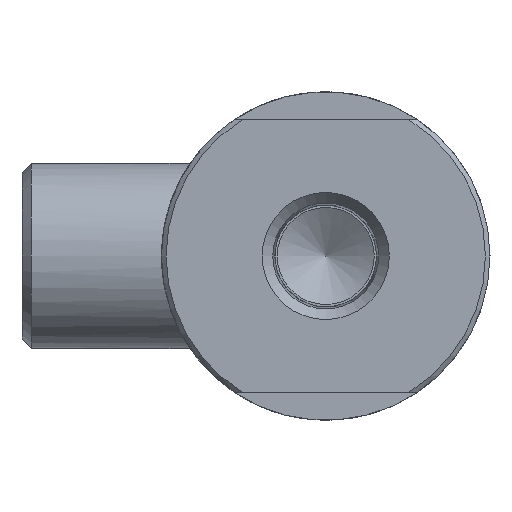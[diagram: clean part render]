
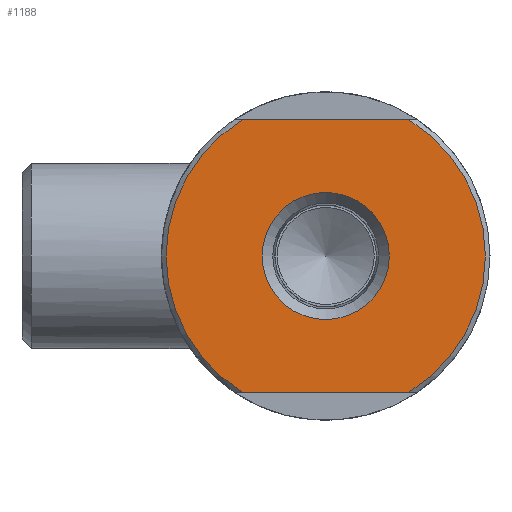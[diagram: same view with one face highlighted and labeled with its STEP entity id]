
A CAD part, left-side view. The second image highlights one B-rep face of the part: STEP entity #1188.
In plain terms, the highlighted planar face has unit normal (-1, 0, 0).
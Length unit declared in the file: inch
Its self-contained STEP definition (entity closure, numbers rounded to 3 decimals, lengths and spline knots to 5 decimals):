
#41=LINE($,#1763,#107);
#45=LINE($,#1782,#111);
#107=VECTOR($,#1396,0.53526);
#111=VECTOR($,#1406,0.53526);
#199=PLANE($,#1332);
#249=FACE_BOUND($,#422,.T.);
#250=FACE_BOUND($,#423,.T.);
#422=EDGE_LOOP($,(#1036));
#423=EDGE_LOOP($,(#1037,#1038,#1039,#1040));
#461=CIRCLE($,#1219,0.205);
#470=CIRCLE($,#1237,0.515);
#517=CIRCLE($,#1333,0.515);
#529=VERTEX_POINT($,#1739);
#536=VERTEX_POINT($,#1758);
#537=VERTEX_POINT($,#1762);
#542=VERTEX_POINT($,#1777);
#543=VERTEX_POINT($,#1781);
#640=EDGE_CURVE($,#529,#529,#461,.T.);
#648=EDGE_CURVE($,#537,#536,#41,.T.);
#655=EDGE_CURVE($,#543,#542,#45,.T.);
#661=EDGE_CURVE($,#537,#542,#470,.T.);
#765=EDGE_CURVE($,#543,#536,#517,.T.);
#1036=ORIENTED_EDGE($,*,*,#640,.T.);
#1037=ORIENTED_EDGE($,*,*,#648,.T.);
#1038=ORIENTED_EDGE($,*,*,#765,.F.);
#1039=ORIENTED_EDGE($,*,*,#655,.T.);
#1040=ORIENTED_EDGE($,*,*,#661,.F.);
#1188=ADVANCED_FACE($,(#249,#250),#199,.T.);
#1219=AXIS2_PLACEMENT_3D($,#1740,#1374,#1375);
#1237=AXIS2_PLACEMENT_3D($,#1794,#1418,#1419);
#1332=AXIS2_PLACEMENT_3D($,#2082,#1648,#1649);
#1333=AXIS2_PLACEMENT_3D($,#2083,#1650,#1651);
#1374=DIRECTION('center_axis',(1.,0.,0.));
#1375=DIRECTION('ref_axis',(0.,-1.,0.));
#1396=DIRECTION($,(0.,1.,0.));
#1406=DIRECTION($,(0.,-1.,0.));
#1418=DIRECTION('center_axis',(1.,0.,0.));
#1419=DIRECTION('ref_axis',(0.,1.,0.));
#1648=DIRECTION('center_axis',(-1.,0.,0.));
#1649=DIRECTION('ref_axis',(0.,0.,1.));
#1650=DIRECTION('center_axis',(1.,0.,0.));
#1651=DIRECTION('ref_axis',(0.,1.,0.));
#1739=CARTESIAN_POINT('',(0.,-0.205,0.));
#1740=CARTESIAN_POINT('Origin',(0.,0.,0.));
#1758=CARTESIAN_POINT('',(0.,0.26763,0.44));
#1762=CARTESIAN_POINT('',(0.,-0.26763,0.44));
#1763=CARTESIAN_POINT($,(0.,-0.13216,0.44));
#1777=CARTESIAN_POINT('',(0.,-0.26763,-0.44));
#1781=CARTESIAN_POINT('',(0.,0.26763,-0.44));
#1782=CARTESIAN_POINT($,(0.,0.44635,-0.44));
#1794=CARTESIAN_POINT('Origin',(0.,0.,0.));
#2082=CARTESIAN_POINT('Origin',(0.,0.2575,0.));
#2083=CARTESIAN_POINT('Origin',(0.,0.,0.));
